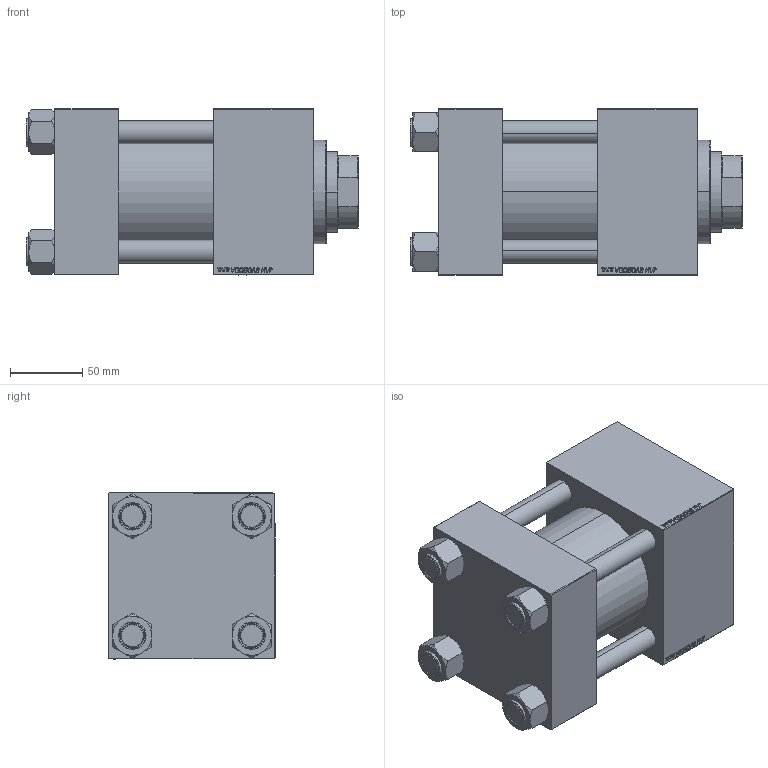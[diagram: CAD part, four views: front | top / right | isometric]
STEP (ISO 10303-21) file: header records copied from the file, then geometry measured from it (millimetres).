
FILE_DESCRIPTION (( 'STEP AP203' ), '1' );
FILE_NAME ('c52e.STEP', '2022-04-15T11:55:35', ( '' ), ( '' ), 'SwSTEP 2.0', 'SolidWorks 2019', '' );
FILE_SCHEMA (( 'CONFIG_CONTROL_DESIGN' ));
Length unit declared in the file: millimetre
Products named in the file (6): V215CR_C_Body 5425fa75d4fc63f9f23061f7eedb1e51; V215_VC_A 5425fa75d4fc63f9f23061f7eedb1e51; NUT_M5_C 5425fa75d4fc63f9f23061f7eedb1e51; V215CR_C_TYCINKA 5425fa75d4fc63f9f23061f7eedb1e51; c52e; V215CR_VCP_C 5425fa75d4fc63f9f23061f7eedb1e51
Assembly tree (11 placements, depth 2):
  c52e
    V215CR_C_Body 5425fa75d4fc63f9f23061f7eedb1e51
    V215CR_VCP_C 5425fa75d4fc63f9f23061f7eedb1e51
    NUT_M5_C 5425fa75d4fc63f9f23061f7eedb1e51  x4
    V215CR_C_TYCINKA 5425fa75d4fc63f9f23061f7eedb1e51  x4
    V215_VC_A 5425fa75d4fc63f9f23061f7eedb1e51
Bounding box: 230 x 115 x 115 mm (x, y, z)
Volume: 1861747.1 mm3; surface area: 280443.4 mm2
Topology: 11 solids, 11 shells, 1200 faces, 3038 edges, 1977 vertices
Faces by surface type: plane 575, bspline 392, cone 136, cylinder 89, torus 8
Entity records: 50816 total; most frequent: CARTESIAN_POINT 27264, ORIENTED_EDGE 5340, DIRECTION 3394, EDGE_CURVE 2670, VERTEX_POINT 1755, VECTOR 1616, LINE 1616, EDGE_LOOP 1173
